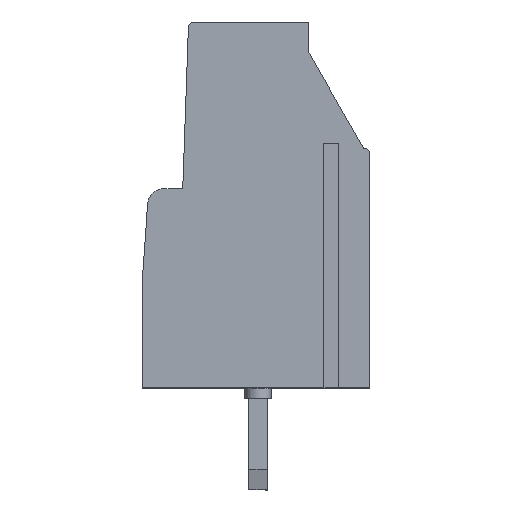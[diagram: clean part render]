
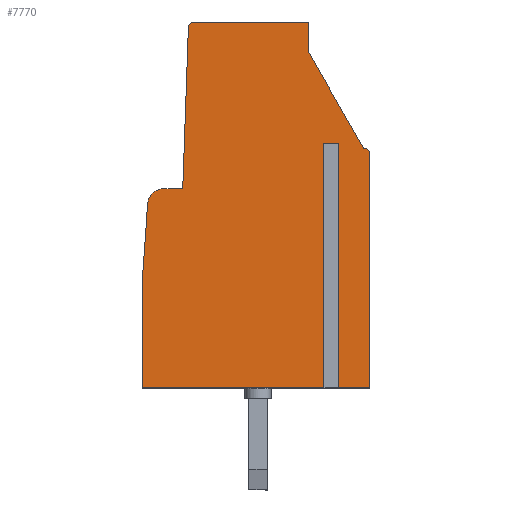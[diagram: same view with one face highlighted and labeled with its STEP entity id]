
A CAD part, top view. The second image highlights one B-rep face of the part: STEP entity #7770.
In plain terms, the highlighted planar face has unit normal (0, 0, 1).
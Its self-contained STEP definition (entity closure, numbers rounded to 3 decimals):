
#100=CARTESIAN_POINT('',(-36.604,87.486,
   -1.25));
#110=VERTEX_POINT('',#100);
#160=CARTESIAN_POINT('',(-79.995,87.486,
   -1.25));
#170=DIRECTION('',(-1.,0.,
   0.));
#180=VECTOR('',#170,1.);
#190=LINE('',#160,#180);
#200=CARTESIAN_POINT('',(-36.19,87.486,
   -1.25));
#210=VERTEX_POINT('',#200);
#220=EDGE_CURVE('',#210,#110,#190,.T.);
#1490=CARTESIAN_POINT('',(-43.125,93.486
   ,-1.25));
#1500=VERTEX_POINT('',#1490);
#1530=CARTESIAN_POINT('',(-43.125,93.186
   ,-1.25));
#1540=DIRECTION('',(0.,0.,
   -1.));
#1550=DIRECTION('',(-1.,0.,
   0.));
#1560=AXIS2_PLACEMENT_3D('',#1530,#1540,#1550);
#1570=CIRCLE('',#1560,0.3);
#1580=CARTESIAN_POINT('',(-43.425,93.196
   ,-1.25));
#1590=VERTEX_POINT('',#1580);
#1600=EDGE_CURVE('',#1590,#1500,#1570,.T.);
#4860=CARTESIAN_POINT('',(-46.679,0.
   ,-1.25));
#4870=DIRECTION('',(0.035,0.999,
   0.));
#4880=VECTOR('',#4870,1.);
#4890=LINE('',#4860,#4880);
#4900=CARTESIAN_POINT('',(-43.701,85.286
   ,-1.25));
#4910=VERTEX_POINT('',#4900);
#4920=EDGE_CURVE('',#4910,#1590,#4890,.T.);
#6690=CARTESIAN_POINT('',(-79.995,0.
   ,-1.25));
#6700=DIRECTION('',(0.,0.,
   -1.));
#6710=DIRECTION('',(-1.,0.,
   0.));
#6720=AXIS2_PLACEMENT_3D('',#6690,#6700,#6710);
#6730=PLANE('',#6720);
#6740=ORIENTED_EDGE('',*,*,#1600,.F.);
#6750=CARTESIAN_POINT('',(-79.995,93.486
   ,-1.25));
#6760=DIRECTION('',(-1.,0.,
   0.));
#6770=VECTOR('',#6760,1.);
#6780=LINE('',#6750,#6770);
#6790=CARTESIAN_POINT('',(-37.497,93.486
   ,-1.25));
#6800=VERTEX_POINT('',#6790);
#6810=EDGE_CURVE('',#6800,#1500,#6780,.T.);
#6820=ORIENTED_EDGE('',*,*,#6810,.T.);
#6830=CARTESIAN_POINT('',(-37.497,0.
   ,-1.25));
#6840=DIRECTION('',(0.,-1.,
   0.));
#6850=VECTOR('',#6840,1.);
#6860=LINE('',#6830,#6850);
#6870=CARTESIAN_POINT('',(-37.497,91.962
   ,-1.25));
#6880=VERTEX_POINT('',#6870);
#6890=EDGE_CURVE('',#6800,#6880,#6860,.T.);
#6900=ORIENTED_EDGE('',*,*,#6890,.F.);
#6910=CARTESIAN_POINT('',(15.597,0.,
   -1.25));
#6920=DIRECTION('',(-0.5,0.866,
   0.));
#6930=VECTOR('',#6920,1.);
#6940=LINE('',#6910,#6930);
#6950=CARTESIAN_POINT('',(-34.797,87.286
   ,-1.25));
#6960=VERTEX_POINT('',#6950);
#6970=EDGE_CURVE('',#6960,#6880,#6940,.T.);
#6980=ORIENTED_EDGE('',*,*,#6970,.T.);
#6990=CARTESIAN_POINT('',(-34.797,86.986
   ,-1.25));
#7000=DIRECTION('',(0.,0.,
   -1.));
#7010=DIRECTION('',(-1.,0.,
   0.));
#7020=AXIS2_PLACEMENT_3D('',#6990,#7000,#7010);
#7030=CIRCLE('',#7020,0.3);
#7040=CARTESIAN_POINT('',(-34.497,86.986
   ,-1.25));
#7050=VERTEX_POINT('',#7040);
#7060=EDGE_CURVE('',#6960,#7050,#7030,.T.);
#7070=ORIENTED_EDGE('',*,*,#7060,.F.);
#7080=CARTESIAN_POINT('',(-34.497,0.
   ,-1.25));
#7090=DIRECTION('',(0.,1.,
   0.));
#7100=VECTOR('',#7090,1.);
#7110=LINE('',#7080,#7100);
#7120=CARTESIAN_POINT('',(-34.497,75.486
   ,-1.25));
#7130=VERTEX_POINT('',#7120);
#7140=EDGE_CURVE('',#7130,#7050,#7110,.T.);
#7150=ORIENTED_EDGE('',*,*,#7140,.T.);
#7160=CARTESIAN_POINT('',(-79.995,75.486
   ,-1.25));
#7170=DIRECTION('',(1.,0.,
   0.));
#7180=VECTOR('',#7170,1.);
#7190=LINE('',#7160,#7180);
#7200=CARTESIAN_POINT('',(-36.19,75.486
   ,-1.25));
#7210=VERTEX_POINT('',#7200);
#7220=EDGE_CURVE('',#7210,#7130,#7190,.T.);
#7230=ORIENTED_EDGE('',*,*,#7220,.T.);
#7240=CARTESIAN_POINT('',(-36.19,0.
   ,-1.25));
#7250=DIRECTION('',(0.,1.,
   0.));
#7260=VECTOR('',#7250,1.);
#7270=LINE('',#7240,#7260);
#7280=EDGE_CURVE('',#7210,#210,#7270,.T.);
#7290=ORIENTED_EDGE('',*,*,#7280,.F.);
#7300=ORIENTED_EDGE('',*,*,#220,.F.);
#7310=CARTESIAN_POINT('',(-36.604,0.
   ,-1.25));
#7320=DIRECTION('',(0.,1.,
   0.));
#7330=VECTOR('',#7320,1.);
#7340=LINE('',#7310,#7330);
#7350=CARTESIAN_POINT('',(-36.604,75.486
   ,-1.25));
#7360=VERTEX_POINT('',#7350);
#7370=EDGE_CURVE('',#7360,#110,#7340,.T.);
#7380=ORIENTED_EDGE('',*,*,#7370,.T.);
#7390=CARTESIAN_POINT('',(-45.697,75.486
   ,-1.25));
#7400=VERTEX_POINT('',#7390);
#7410=EDGE_CURVE('',#7400,#7360,#7190,.T.);
#7420=ORIENTED_EDGE('',*,*,#7410,.T.);
#7430=CARTESIAN_POINT('',(-45.697,0.
   ,-1.25));
#7440=DIRECTION('',(0.,-1.,
   0.));
#7450=VECTOR('',#7440,1.);
#7460=LINE('',#7430,#7450);
#7470=CARTESIAN_POINT('',(-45.697,80.656
   ,-1.25));
#7480=VERTEX_POINT('',#7470);
#7490=EDGE_CURVE('',#7480,#7400,#7460,.T.);
#7500=ORIENTED_EDGE('',*,*,#7490,.T.);
#7510=CARTESIAN_POINT('',(-51.272,0.
   ,-1.25));
#7520=DIRECTION('',(-0.069,-0.998,
   0.));
#7530=VECTOR('',#7520,1.);
#7540=LINE('',#7510,#7530);
#7550=CARTESIAN_POINT('',(-45.429,84.541
   ,-1.25));
#7560=VERTEX_POINT('',#7550);
#7570=EDGE_CURVE('',#7560,#7480,#7540,.T.);
#7580=ORIENTED_EDGE('',*,*,#7570,.T.);
#7590=CARTESIAN_POINT('',(-44.631,84.486
   ,-1.25));
#7600=DIRECTION('',(0.,0.,
   -1.));
#7610=DIRECTION('',(-1.,0.,
   0.));
#7620=AXIS2_PLACEMENT_3D('',#7590,#7600,#7610);
#7630=CIRCLE('',#7620,0.8);
#7640=CARTESIAN_POINT('',(-44.631,85.286
   ,-1.25));
#7650=VERTEX_POINT('',#7640);
#7660=EDGE_CURVE('',#7560,#7650,#7630,.T.);
#7670=ORIENTED_EDGE('',*,*,#7660,.F.);
#7680=CARTESIAN_POINT('',(-79.995,85.286
   ,-1.25));
#7690=DIRECTION('',(-1.,0.,
   0.));
#7700=VECTOR('',#7690,1.);
#7710=LINE('',#7680,#7700);
#7720=EDGE_CURVE('',#4910,#7650,#7710,.T.);
#7730=ORIENTED_EDGE('',*,*,#7720,.T.);
#7740=ORIENTED_EDGE('',*,*,#4920,.F.);
#7750=EDGE_LOOP('',(#7740,#7730,#7670,#7580,#7500,#7420,#7380,#7300,
   #7290,#7230,#7150,#7070,#6980,#6900,#6820,#6740));
#7760=FACE_OUTER_BOUND('',#7750,.T.);
#7770=ADVANCED_FACE('',(#7760),#6730,.F.);
